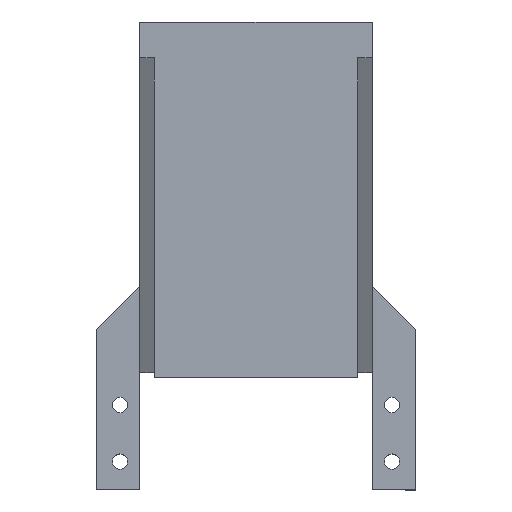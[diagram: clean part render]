
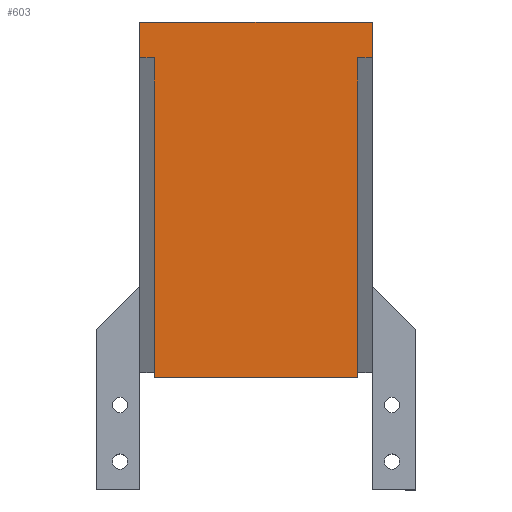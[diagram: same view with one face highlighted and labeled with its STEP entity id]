
A CAD part, top view. The second image highlights one B-rep face of the part: STEP entity #603.
In plain terms, the highlighted planar face has unit normal (0, 0, 1).
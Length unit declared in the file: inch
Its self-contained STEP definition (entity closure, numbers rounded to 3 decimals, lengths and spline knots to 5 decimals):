
#34=PLANE('',#663);
#60=FACE_OUTER_BOUND('',#96,.T.);
#96=EDGE_LOOP('',(#465,#466,#467,#468,#469,#470,#471,#472));
#131=LINE('',#873,#201);
#135=LINE('',#881,#205);
#137=LINE('',#884,#207);
#146=LINE('',#906,#216);
#150=LINE('',#915,#220);
#151=LINE('',#922,#221);
#158=LINE('',#935,#228);
#159=LINE('',#936,#229);
#201=VECTOR('',#708,0.3937);
#205=VECTOR('',#714,0.3937);
#207=VECTOR('',#718,0.3937);
#216=VECTOR('',#735,0.3937);
#220=VECTOR('',#741,0.3937);
#221=VECTOR('',#748,0.3937);
#228=VECTOR('',#757,0.3937);
#229=VECTOR('',#758,0.3937);
#286=VERTEX_POINT('',#870);
#287=VERTEX_POINT('',#872);
#289=VERTEX_POINT('',#878);
#290=VERTEX_POINT('',#880);
#299=VERTEX_POINT('',#904);
#301=VERTEX_POINT('',#909);
#303=VERTEX_POINT('',#913);
#306=VERTEX_POINT('',#921);
#341=EDGE_CURVE('',#287,#286,#131,.T.);
#345=EDGE_CURVE('',#289,#290,#135,.T.);
#347=EDGE_CURVE('',#290,#286,#137,.T.);
#358=EDGE_CURVE('',#287,#299,#146,.T.);
#362=EDGE_CURVE('',#301,#303,#150,.T.);
#365=EDGE_CURVE('',#301,#306,#151,.T.);
#372=EDGE_CURVE('',#299,#303,#158,.T.);
#373=EDGE_CURVE('',#306,#289,#159,.T.);
#465=ORIENTED_EDGE('',*,*,#365,.F.);
#466=ORIENTED_EDGE('',*,*,#362,.T.);
#467=ORIENTED_EDGE('',*,*,#372,.F.);
#468=ORIENTED_EDGE('',*,*,#358,.F.);
#469=ORIENTED_EDGE('',*,*,#341,.T.);
#470=ORIENTED_EDGE('',*,*,#347,.F.);
#471=ORIENTED_EDGE('',*,*,#345,.F.);
#472=ORIENTED_EDGE('',*,*,#373,.F.);
#603=ADVANCED_FACE('',(#60),#34,.T.);
#663=AXIS2_PLACEMENT_3D('',#934,#755,#756);
#708=DIRECTION('',(0.,-1.,0.));
#714=DIRECTION('',(0.,-1.,0.));
#718=DIRECTION('',(-1.,0.,0.));
#735=DIRECTION('',(-1.,0.,0.));
#741=DIRECTION('',(-1.,0.,0.));
#748=DIRECTION('',(0.,-1.,0.));
#755=DIRECTION('center_axis',(0.,0.,1.));
#756=DIRECTION('ref_axis',(0.,1.,0.));
#757=DIRECTION('',(0.,1.,0.));
#758=DIRECTION('',(-1.,0.,0.));
#870=CARTESIAN_POINT('',(0.4,1.0802,1.425));
#872=CARTESIAN_POINT('',(0.4,3.3002,1.425));
#873=CARTESIAN_POINT('',(0.4,3.3002,1.425));
#878=CARTESIAN_POINT('',(1.815,3.3002,1.425));
#880=CARTESIAN_POINT('',(1.815,1.0802,1.425));
#881=CARTESIAN_POINT('',(1.815,3.3002,1.425));
#884=CARTESIAN_POINT('',(1.815,1.0802,1.425));
#904=CARTESIAN_POINT('',(0.3,3.3002,1.425));
#906=CARTESIAN_POINT('',(1.915,3.3002,1.425));
#909=CARTESIAN_POINT('',(1.915,3.5502,1.425));
#913=CARTESIAN_POINT('',(0.3,3.5502,1.425));
#915=CARTESIAN_POINT('',(1.915,3.5502,1.425));
#921=CARTESIAN_POINT('',(1.915,3.3002,1.425));
#922=CARTESIAN_POINT('',(1.915,3.5502,1.425));
#934=CARTESIAN_POINT('Origin',(1.915,3.3002,1.425));
#935=CARTESIAN_POINT('',(0.3,3.5502,1.425));
#936=CARTESIAN_POINT('',(1.915,3.3002,1.425));
